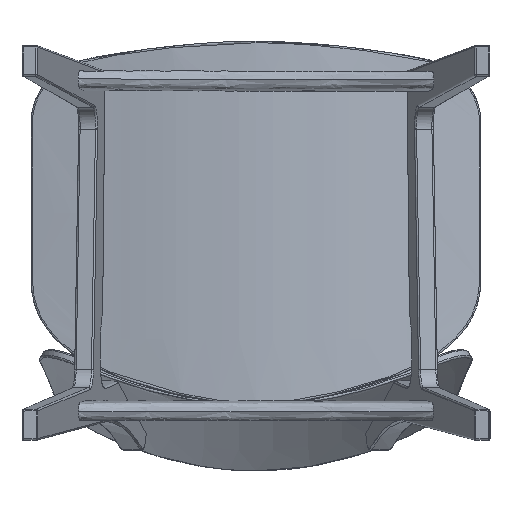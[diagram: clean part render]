
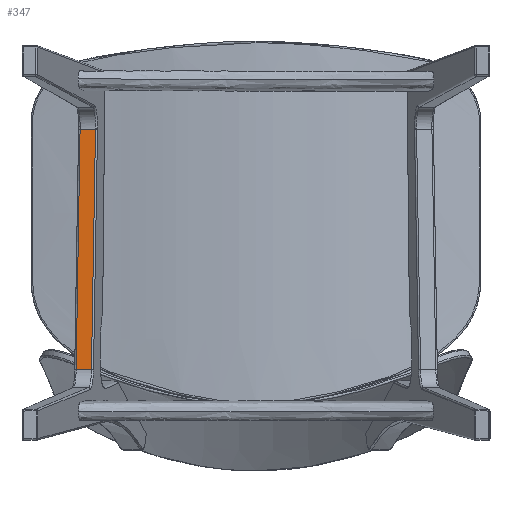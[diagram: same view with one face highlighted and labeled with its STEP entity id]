
A CAD part, front view. The second image highlights one B-rep face of the part: STEP entity #347.
In plain terms, the highlighted planar face has unit normal (-0.155, -0.982, 0.104).
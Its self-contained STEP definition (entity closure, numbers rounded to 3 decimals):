
#82 = VERTEX_POINT ( 'NONE', #12969 ) ;
#347 = ADVANCED_FACE ( 'NONE', ( #12878 ), #3015, .F. ) ;
#374 = EDGE_LOOP ( 'NONE', ( #2180, #3553, #8419, #16196 ) ) ;
#925 = CARTESIAN_POINT ( 'NONE',  ( 313.364, 465.202, -625.907 ) ) ;
#982 = CARTESIAN_POINT ( 'NONE',  ( 294.215, 468.225, -625.907 ) ) ;
#1007 = EDGE_CURVE ( 'NONE', #82, #8818, #7504, .T. ) ;
#1294 = AXIS2_PLACEMENT_3D ( 'NONE', #11282, #17015, #8744 ) ;
#2180 = ORIENTED_EDGE ( 'NONE', *, *, #4955, .F. ) ;
#2308 = LINE ( 'NONE', #982, #9459 ) ;
#3015 = PLANE ( 'NONE',  #1294 ) ;
#3553 = ORIENTED_EDGE ( 'NONE', *, *, #4516, .F. ) ;
#4330 = VECTOR ( 'NONE', #15697, 1000. ) ;
#4516 = EDGE_CURVE ( 'NONE', #5801, #14798, #9412, .T. ) ;
#4955 = EDGE_CURVE ( 'NONE', #14798, #82, #13157, .T. ) ;
#4993 = CARTESIAN_POINT ( 'NONE',  ( 300.587, 495.756, -355.672 ) ) ;
#5801 = VERTEX_POINT ( 'NONE', #7780 ) ;
#6500 = DIRECTION ( 'NONE',  ( 0.016, 0.102, 0.995 ) ) ;
#7504 = LINE ( 'NONE', #13233, #7597 ) ;
#7597 = VECTOR ( 'NONE', #11816, 1000. ) ;
#7780 = CARTESIAN_POINT ( 'NONE',  ( 296.191, 467.914, -625.907 ) ) ;
#8046 = EDGE_CURVE ( 'NONE', #8818, #5801, #2308, .T. ) ;
#8135 = DIRECTION ( 'NONE',  ( -0.988, 0.156, 0. ) ) ;
#8419 = ORIENTED_EDGE ( 'NONE', *, *, #8046, .F. ) ;
#8744 = DIRECTION ( 'NONE',  ( 0.988, -0.156, 0. ) ) ;
#8818 = VERTEX_POINT ( 'NONE', #925 ) ;
#9412 = LINE ( 'NONE', #4993, #13335 ) ;
#9459 = VECTOR ( 'NONE', #8135, 1000. ) ;
#11282 = CARTESIAN_POINT ( 'NONE',  ( 370.532, 487.099, -333.071 ) ) ;
#11816 = DIRECTION ( 'NONE',  ( -0.017, -0.102, -0.995 ) ) ;
#12878 = FACE_OUTER_BOUND ( 'NONE', #374, .T. ) ;
#12969 = CARTESIAN_POINT ( 'NONE',  ( 317.871, 493.027, -355.672 ) ) ;
#13057 = CARTESIAN_POINT ( 'NONE',  ( 319.836, 492.716, -355.672 ) ) ;
#13157 = LINE ( 'NONE', #13057, #4330 ) ;
#13233 = CARTESIAN_POINT ( 'NONE',  ( 318.249, 495.356, -333.049 ) ) ;
#13335 = VECTOR ( 'NONE', #6500, 1000. ) ;
#14798 = VERTEX_POINT ( 'NONE', #16907 ) ;
#15697 = DIRECTION ( 'NONE',  ( 0.988, -0.156, 0. ) ) ;
#16196 = ORIENTED_EDGE ( 'NONE', *, *, #1007, .F. ) ;
#16907 = CARTESIAN_POINT ( 'NONE',  ( 300.587, 495.756, -355.672 ) ) ;
#17015 = DIRECTION ( 'NONE',  ( 0.155, 0.982, -0.104 ) ) ;
